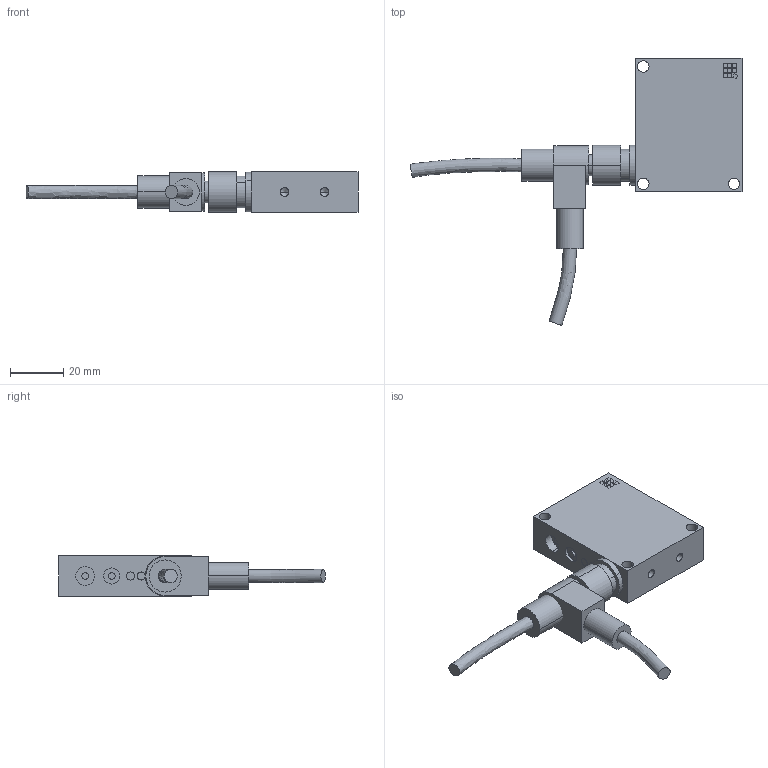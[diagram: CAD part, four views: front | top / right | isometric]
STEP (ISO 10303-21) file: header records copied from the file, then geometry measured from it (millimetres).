
FILE_DESCRIPTION((''),'2;1');
FILE_NAME('Serie50_IBS.stp','2004-10-01T09:47:46',('g'),(''),'Autodesk Inventor 8','Autodesk Inventor 8','');
FILE_SCHEMA(('AUTOMOTIVE_DESIGN { 1 0 10303 214 1 1 1 1 }'));
Length unit declared in the file: millimetre
Products named in the file (5): Serie50_IBS; SteckeranschlußM12; SteckerM12_abgewinkelt; SteckerM12_gerade
Assembly tree (4 placements, depth 2):
  Serie50_IBS
    Serie50_IBS
    SteckeranschlußM12
    SteckerM12_abgewinkelt
    SteckerM12_gerade
Bounding box: 124.47 x 100.09 x 15 mm (x, y, z)
Volume: 43889 mm3; surface area: 14099.4 mm2
Topology: 4 solids, 4 shells, 171 faces, 390 edges, 256 vertices
Faces by surface type: plane 123, cylinder 38, bspline 10
Entity records: 5098 total; most frequent: CARTESIAN_POINT 1070, DIRECTION 808, ORIENTED_EDGE 772, EDGE_CURVE 386, VECTOR 296, LINE 296, AXIS2_PLACEMENT_3D 256, VERTEX_POINT 256
